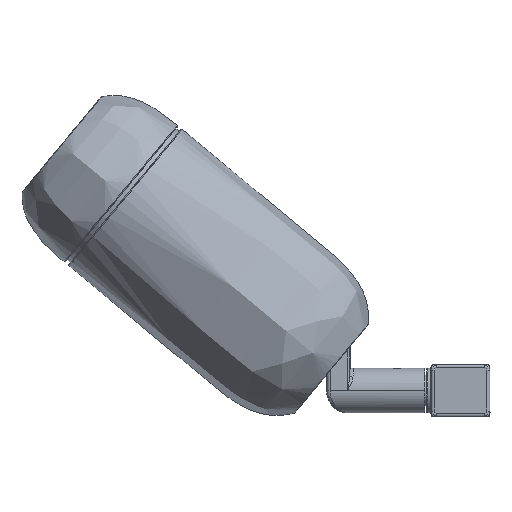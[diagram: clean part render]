
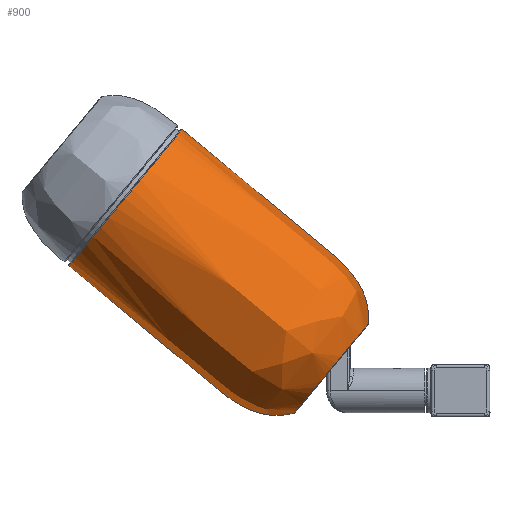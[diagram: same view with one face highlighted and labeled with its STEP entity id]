
A CAD part, left-side view. The second image highlights one B-rep face of the part: STEP entity #900.
In plain terms, the highlighted free-form (B-spline) face has degree [3, 3] with [13, 4] control points.
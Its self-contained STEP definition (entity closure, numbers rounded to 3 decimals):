
#900=ADVANCED_FACE('',(#1100),#3664,.T.);
#1100=FACE_OUTER_BOUND('',#1289,.T.);
#1289=EDGE_LOOP('',(#1495,#1496,#1497,#1498));
#1495=ORIENTED_EDGE('',*,*,#2472,.T.);
#1496=ORIENTED_EDGE('',*,*,#2405,.F.);
#1497=ORIENTED_EDGE('',*,*,#2410,.F.);
#1498=ORIENTED_EDGE('',*,*,#2409,.T.);
#2405=EDGE_CURVE('',#3340,#3382,#2871,.T.);
#2409=EDGE_CURVE('',#3341,#3383,#2874,.T.);
#2410=EDGE_CURVE('',#3341,#3340,#2875,.T.);
#2472=EDGE_CURVE('',#3383,#3382,#2924,.T.);
#2871=(
BOUNDED_CURVE()
B_SPLINE_CURVE(2,(#4452,#4453,#4454,#4455,#4456),.UNSPECIFIED.,.F.,.F.)
B_SPLINE_CURVE_WITH_KNOTS((3,2,3),(0.,43.645,87.289),
 .UNSPECIFIED.)
CURVE()
GEOMETRIC_REPRESENTATION_ITEM()
RATIONAL_B_SPLINE_CURVE((1.,0.707,1.,0.707,1.))
REPRESENTATION_ITEM('')
);
#2874=(
BOUNDED_CURVE()
B_SPLINE_CURVE(2,(#4473,#4474,#4475,#4476,#4477),.UNSPECIFIED.,.F.,.F.)
B_SPLINE_CURVE_WITH_KNOTS((3,2,3),(0.,28.51,57.021),
 .UNSPECIFIED.)
CURVE()
GEOMETRIC_REPRESENTATION_ITEM()
RATIONAL_B_SPLINE_CURVE((1.,0.707,1.,0.707,1.))
REPRESENTATION_ITEM('')
);
#2875=(
BOUNDED_CURVE()
B_SPLINE_CURVE(3,(#4478,#4479,#4480,#4481,#4482,#4483,#4484,#4485,#4486,
#4487,#4488,#4489,#4490),.UNSPECIFIED.,.F.,.F.)
B_SPLINE_CURVE_WITH_KNOTS((4,2,2,2,2,1,4),(0.,11.912,
23.825,29.781,35.737,47.649,95.299),
 .UNSPECIFIED.)
CURVE()
GEOMETRIC_REPRESENTATION_ITEM()
RATIONAL_B_SPLINE_CURVE((1.,1.,1.,1.,1.,1.,1.,1.,1.,1.,1.,1.,1.))
REPRESENTATION_ITEM('')
);
#2924=(
BOUNDED_CURVE()
B_SPLINE_CURVE(3,(#4690,#4691,#4692,#4693,#4694,#4695,#4696,#4697,#4698,
#4699,#4700,#4701,#4702),.UNSPECIFIED.,.F.,.F.)
B_SPLINE_CURVE_WITH_KNOTS((4,2,2,2,2,1,4),(0.,11.912,
23.825,29.781,35.737,47.649,95.299),
 .UNSPECIFIED.)
CURVE()
GEOMETRIC_REPRESENTATION_ITEM()
RATIONAL_B_SPLINE_CURVE((1.,1.,1.,1.,1.,1.,1.,1.,1.,1.,1.,1.,1.))
REPRESENTATION_ITEM('')
);
#3340=VERTEX_POINT('',#4400);
#3341=VERTEX_POINT('',#4401);
#3382=VERTEX_POINT('',#4442);
#3383=VERTEX_POINT('',#4443);
#3664=(
BOUNDED_SURFACE()
B_SPLINE_SURFACE(3,3,((#3942,#3943,#3944,#3945),(#3946,#3947,#3948,#3949),
(#3950,#3951,#3952,#3953),(#3954,#3955,#3956,#3957),(#3958,#3959,#3960,
#3961),(#3962,#3963,#3964,#3965),(#3966,#3967,#3968,#3969),(#3970,#3971,
#3972,#3973),(#3974,#3975,#3976,#3977),(#3978,#3979,#3980,#3981),(#3982,
#3983,#3984,#3985),(#3986,#3987,#3988,#3989),(#3990,#3991,#3992,#3993)),
 .UNSPECIFIED.,.F.,.F.,.F.)
B_SPLINE_SURFACE_WITH_KNOTS((4,2,2,2,2,1,4),(4,4),(0.,
11.912,23.825,29.781,35.737,47.649,
95.299),(166.733,333.466),.UNSPECIFIED.)
GEOMETRIC_REPRESENTATION_ITEM()
RATIONAL_B_SPLINE_SURFACE(((1.,0.333,0.333,1.),
(1.,0.333,0.333,1.),(1.,0.333,0.333,
1.),(1.,0.333,0.333,1.),(1.,0.333,0.333,
1.),(1.,0.333,0.333,1.),(1.,0.333,0.333,
1.),(1.,0.333,0.333,1.),(1.,0.333,0.333,
1.),(1.,0.333,0.333,1.),(1.,0.333,0.333,
1.),(1.,0.333,0.333,1.),(1.,0.333,0.333,
1.)))
REPRESENTATION_ITEM('')
SURFACE()
);
#3942=CARTESIAN_POINT('',(8.968,-19.457,12.422));
#3943=CARTESIAN_POINT('',(-27.332,-19.406,12.418));
#3944=CARTESIAN_POINT('',(-27.296,3.771,-15.521));
#3945=CARTESIAN_POINT('',(9.005,3.719,-15.516));
#3946=CARTESIAN_POINT('',(8.968,-19.698,15.96));
#3947=CARTESIAN_POINT('',(-33.084,-19.638,15.954));
#3948=CARTESIAN_POINT('',(-33.042,7.211,-16.411));
#3949=CARTESIAN_POINT('',(9.01,7.151,-16.405));
#3950=CARTESIAN_POINT('',(8.968,-19.2,19.265));
#3951=CARTESIAN_POINT('',(-37.537,-19.135,19.259));
#3952=CARTESIAN_POINT('',(-37.49,10.558,-16.533));
#3953=CARTESIAN_POINT('',(9.015,10.492,-16.527));
#3954=CARTESIAN_POINT('',(8.971,-16.376,25.689));
#3955=CARTESIAN_POINT('',(-43.815,-16.301,25.682));
#3956=CARTESIAN_POINT('',(-43.762,17.402,-14.945));
#3957=CARTESIAN_POINT('',(9.024,17.327,-14.938));
#3958=CARTESIAN_POINT('',(8.974,-13.916,28.89));
#3959=CARTESIAN_POINT('',(-45.598,-13.838,28.883));
#3960=CARTESIAN_POINT('',(-45.543,21.004,-13.118));
#3961=CARTESIAN_POINT('',(9.029,20.927,-13.111));
#3962=CARTESIAN_POINT('',(8.979,-9.959,32.777));
#3963=CARTESIAN_POINT('',(-46.523,-9.88,32.769));
#3964=CARTESIAN_POINT('',(-46.467,25.557,-9.948));
#3965=CARTESIAN_POINT('',(9.035,25.478,-9.94));
#3966=CARTESIAN_POINT('',(8.981,-8.584,33.954));
#3967=CARTESIAN_POINT('',(-46.577,-8.505,33.946));
#3968=CARTESIAN_POINT('',(-46.521,26.967,-8.813));
#3969=CARTESIAN_POINT('',(9.037,26.889,-8.806));
#3970=CARTESIAN_POINT('',(8.985,-5.8,36.276));
#3971=CARTESIAN_POINT('',(-46.593,-5.721,36.268));
#3972=CARTESIAN_POINT('',(-46.537,29.764,-6.507));
#3973=CARTESIAN_POINT('',(9.041,29.685,-6.499));
#3974=CARTESIAN_POINT('',(8.986,-4.399,37.433));
#3975=CARTESIAN_POINT('',(-46.583,-4.321,37.425));
#3976=CARTESIAN_POINT('',(-46.528,31.159,-5.344));
#3977=CARTESIAN_POINT('',(9.042,31.081,-5.336));
#3978=CARTESIAN_POINT('',(8.992,-0.209,40.909));
#3979=CARTESIAN_POINT('',(-46.578,-0.13,40.902));
#3980=CARTESIAN_POINT('',(-46.522,35.35,-1.867));
#3981=CARTESIAN_POINT('',(9.048,35.271,-1.86));
#3982=CARTESIAN_POINT('',(9.01,13.761,52.498));
#3983=CARTESIAN_POINT('',(-46.56,13.839,52.49));
#3984=CARTESIAN_POINT('',(-46.504,49.319,9.721));
#3985=CARTESIAN_POINT('',(9.066,49.24,9.728));
#3986=CARTESIAN_POINT('',(9.028,27.73,64.086));
#3987=CARTESIAN_POINT('',(-46.542,27.808,64.079));
#3988=CARTESIAN_POINT('',(-46.486,63.288,21.309));
#3989=CARTESIAN_POINT('',(9.084,63.21,21.317));
#3990=CARTESIAN_POINT('',(9.043,38.905,73.357));
#3991=CARTESIAN_POINT('',(-46.527,38.984,73.349));
#3992=CARTESIAN_POINT('',(-46.471,74.464,30.58));
#3993=CARTESIAN_POINT('',(9.099,74.385,30.587));
#4400=CARTESIAN_POINT('',(9.099,74.385,30.587));
#4401=CARTESIAN_POINT('',(9.005,3.719,-15.516));
#4442=CARTESIAN_POINT('',(9.043,38.905,73.357));
#4443=CARTESIAN_POINT('',(8.968,-19.457,12.422));
#4452=CARTESIAN_POINT('',(9.099,74.385,30.587));
#4453=CARTESIAN_POINT('',(-18.686,74.424,30.584));
#4454=CARTESIAN_POINT('',(-18.714,56.684,51.968));
#4455=CARTESIAN_POINT('',(-18.742,38.944,73.353));
#4456=CARTESIAN_POINT('',(9.043,38.905,73.357));
#4473=CARTESIAN_POINT('',(9.005,3.719,-15.516));
#4474=CARTESIAN_POINT('',(-9.145,3.745,-15.518));
#4475=CARTESIAN_POINT('',(-9.164,-7.843,-1.549));
#4476=CARTESIAN_POINT('',(-9.182,-19.432,12.42));
#4477=CARTESIAN_POINT('',(8.968,-19.457,12.422));
#4478=CARTESIAN_POINT('',(9.005,3.719,-15.516));
#4479=CARTESIAN_POINT('',(9.01,7.151,-16.405));
#4480=CARTESIAN_POINT('',(9.015,10.492,-16.527));
#4481=CARTESIAN_POINT('',(9.024,17.327,-14.938));
#4482=CARTESIAN_POINT('',(9.029,20.927,-13.111));
#4483=CARTESIAN_POINT('',(9.035,25.478,-9.94));
#4484=CARTESIAN_POINT('',(9.037,26.889,-8.806));
#4485=CARTESIAN_POINT('',(9.041,29.685,-6.499));
#4486=CARTESIAN_POINT('',(9.042,31.081,-5.336));
#4487=CARTESIAN_POINT('',(9.048,35.271,-1.86));
#4488=CARTESIAN_POINT('',(9.066,49.24,9.728));
#4489=CARTESIAN_POINT('',(9.084,63.21,21.317));
#4490=CARTESIAN_POINT('',(9.099,74.385,30.587));
#4690=CARTESIAN_POINT('',(8.968,-19.457,12.422));
#4691=CARTESIAN_POINT('',(8.968,-19.698,15.96));
#4692=CARTESIAN_POINT('',(8.968,-19.2,19.265));
#4693=CARTESIAN_POINT('',(8.971,-16.376,25.689));
#4694=CARTESIAN_POINT('',(8.974,-13.916,28.89));
#4695=CARTESIAN_POINT('',(8.979,-9.959,32.777));
#4696=CARTESIAN_POINT('',(8.981,-8.584,33.954));
#4697=CARTESIAN_POINT('',(8.985,-5.8,36.276));
#4698=CARTESIAN_POINT('',(8.986,-4.399,37.433));
#4699=CARTESIAN_POINT('',(8.992,-0.209,40.909));
#4700=CARTESIAN_POINT('',(9.01,13.761,52.498));
#4701=CARTESIAN_POINT('',(9.028,27.73,64.086));
#4702=CARTESIAN_POINT('',(9.043,38.905,73.357));
